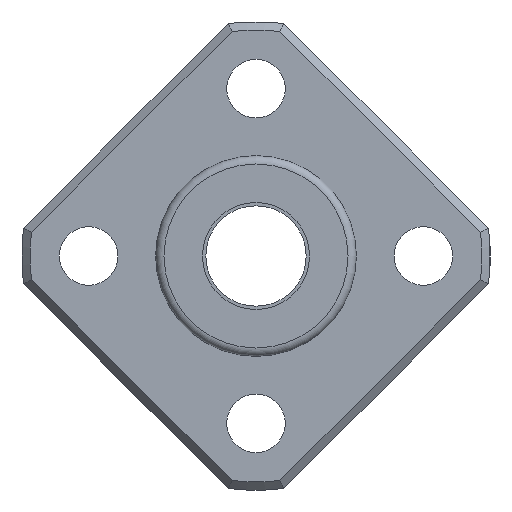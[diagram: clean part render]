
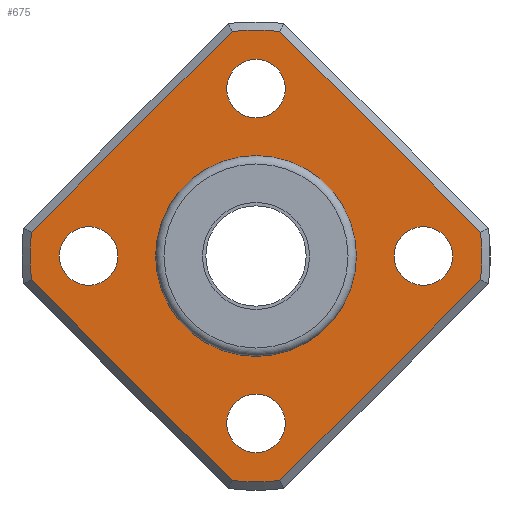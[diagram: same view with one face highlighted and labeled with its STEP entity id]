
A CAD part, left-side view. The second image highlights one B-rep face of the part: STEP entity #675.
In plain terms, the highlighted planar face has unit normal (-1, 0, 0).
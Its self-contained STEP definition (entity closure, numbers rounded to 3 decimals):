
#64=LINE('',#1125,#88);
#65=LINE('',#1130,#89);
#66=LINE('',#1134,#90);
#67=LINE('',#1138,#91);
#88=VECTOR('',#911,1000.);
#89=VECTOR('',#914,1000.);
#90=VECTOR('',#917,1000.);
#91=VECTOR('',#920,1000.);
#98=PLANE('',#759);
#167=ORIENTED_EDGE('',*,*,#327,.T.);
#168=ORIENTED_EDGE('',*,*,#328,.T.);
#169=ORIENTED_EDGE('',*,*,#329,.T.);
#170=ORIENTED_EDGE('',*,*,#330,.T.);
#171=ORIENTED_EDGE('',*,*,#331,.T.);
#172=ORIENTED_EDGE('',*,*,#332,.T.);
#173=ORIENTED_EDGE('',*,*,#333,.T.);
#174=ORIENTED_EDGE('',*,*,#334,.T.);
#175=ORIENTED_EDGE('',*,*,#335,.T.);
#176=ORIENTED_EDGE('',*,*,#336,.T.);
#177=ORIENTED_EDGE('',*,*,#337,.T.);
#178=ORIENTED_EDGE('',*,*,#338,.T.);
#179=ORIENTED_EDGE('',*,*,#287,.F.);
#287=EDGE_CURVE('',#372,#372,#433,.F.);
#327=EDGE_CURVE('',#404,#405,#64,.T.);
#328=EDGE_CURVE('',#405,#406,#453,.F.);
#329=EDGE_CURVE('',#406,#407,#65,.T.);
#330=EDGE_CURVE('',#407,#408,#454,.F.);
#331=EDGE_CURVE('',#408,#409,#66,.T.);
#332=EDGE_CURVE('',#409,#410,#455,.F.);
#333=EDGE_CURVE('',#410,#411,#67,.T.);
#334=EDGE_CURVE('',#411,#404,#456,.F.);
#335=EDGE_CURVE('',#412,#412,#457,.T.);
#336=EDGE_CURVE('',#413,#413,#458,.T.);
#337=EDGE_CURVE('',#414,#414,#459,.T.);
#338=EDGE_CURVE('',#415,#415,#460,.T.);
#372=VERTEX_POINT('',#1042);
#404=VERTEX_POINT('',#1126);
#405=VERTEX_POINT('',#1127);
#406=VERTEX_POINT('',#1129);
#407=VERTEX_POINT('',#1131);
#408=VERTEX_POINT('',#1133);
#409=VERTEX_POINT('',#1135);
#410=VERTEX_POINT('',#1137);
#411=VERTEX_POINT('',#1139);
#412=VERTEX_POINT('',#1142);
#413=VERTEX_POINT('',#1144);
#414=VERTEX_POINT('',#1146);
#415=VERTEX_POINT('',#1148);
#433=CIRCLE('',#728,6.);
#453=CIRCLE('',#760,13.5);
#454=CIRCLE('',#761,13.5);
#455=CIRCLE('',#762,13.5);
#456=CIRCLE('',#763,13.5);
#457=CIRCLE('',#764,1.75);
#458=CIRCLE('',#765,1.75);
#459=CIRCLE('',#766,1.75);
#460=CIRCLE('',#767,1.75);
#497=EDGE_LOOP('',(#167,#168,#169,#170,#171,#172,#173,#174));
#498=EDGE_LOOP('',(#175));
#499=EDGE_LOOP('',(#176));
#500=EDGE_LOOP('',(#177));
#501=EDGE_LOOP('',(#178));
#502=EDGE_LOOP('',(#179));
#581=FACE_BOUND('',#497,.T.);
#582=FACE_BOUND('',#498,.T.);
#583=FACE_BOUND('',#499,.T.);
#584=FACE_BOUND('',#500,.T.);
#585=FACE_BOUND('',#501,.T.);
#586=FACE_BOUND('',#502,.T.);
#675=ADVANCED_FACE('',(#581,#582,#583,#584,#585,#586),#98,.F.);
#728=AXIS2_PLACEMENT_3D('',#1041,#827,#828);
#759=AXIS2_PLACEMENT_3D('',#1124,#909,#910);
#760=AXIS2_PLACEMENT_3D('',#1128,#912,#913);
#761=AXIS2_PLACEMENT_3D('',#1132,#915,#916);
#762=AXIS2_PLACEMENT_3D('',#1136,#918,#919);
#763=AXIS2_PLACEMENT_3D('',#1140,#921,#922);
#764=AXIS2_PLACEMENT_3D('',#1141,#923,#924);
#765=AXIS2_PLACEMENT_3D('',#1143,#925,#926);
#766=AXIS2_PLACEMENT_3D('',#1145,#927,#928);
#767=AXIS2_PLACEMENT_3D('',#1147,#929,#930);
#827=DIRECTION('',(1.,0.,0.));
#828=DIRECTION('',(0.,0.,-1.));
#909=DIRECTION('',(1.,0.,0.));
#910=DIRECTION('',(0.,0.,-1.));
#911=DIRECTION('',(0.,0.707,0.707));
#912=DIRECTION('',(1.,0.,0.));
#913=DIRECTION('',(0.,0.,-1.));
#914=DIRECTION('',(0.,0.707,-0.707));
#915=DIRECTION('',(1.,0.,0.));
#916=DIRECTION('',(0.,0.,-1.));
#917=DIRECTION('',(0.,-0.707,-0.707));
#918=DIRECTION('',(1.,0.,0.));
#919=DIRECTION('',(0.,0.,-1.));
#920=DIRECTION('',(0.,-0.707,0.707));
#921=DIRECTION('',(1.,0.,0.));
#922=DIRECTION('',(0.,0.,-1.));
#923=DIRECTION('',(1.,0.,0.));
#924=DIRECTION('',(0.,0.,-1.));
#925=DIRECTION('',(1.,0.,0.));
#926=DIRECTION('',(0.,0.,-1.));
#927=DIRECTION('',(1.,0.,0.));
#928=DIRECTION('',(0.,0.,-1.));
#929=DIRECTION('',(1.,0.,0.));
#930=DIRECTION('',(0.,0.,-1.));
#1041=CARTESIAN_POINT('',(-5.,0.,0.));
#1042=CARTESIAN_POINT('',(-5.,0.,-6.));
#1124=CARTESIAN_POINT('',(-5.,0.,0.));
#1125=CARTESIAN_POINT('',(-5.,-1.301,13.548));
#1126=CARTESIAN_POINT('',(-5.,-13.425,1.425));
#1127=CARTESIAN_POINT('',(-5.,-1.425,13.425));
#1128=CARTESIAN_POINT('',(-5.,0.,0.));
#1129=CARTESIAN_POINT('',(-5.,1.425,13.425));
#1130=CARTESIAN_POINT('',(-5.,13.548,1.301));
#1131=CARTESIAN_POINT('',(-5.,13.425,1.425));
#1132=CARTESIAN_POINT('',(-5.,0.,0.));
#1133=CARTESIAN_POINT('',(-5.,13.425,-1.425));
#1134=CARTESIAN_POINT('',(-5.,1.301,-13.548));
#1135=CARTESIAN_POINT('',(-5.,1.425,-13.425));
#1136=CARTESIAN_POINT('',(-5.,0.,0.));
#1137=CARTESIAN_POINT('',(-5.,-1.425,-13.425));
#1138=CARTESIAN_POINT('',(-5.,-13.548,-1.301));
#1139=CARTESIAN_POINT('',(-5.,-13.425,-1.425));
#1140=CARTESIAN_POINT('',(-5.,0.,0.));
#1141=CARTESIAN_POINT('',(-5.,0.,10.));
#1142=CARTESIAN_POINT('',(-5.,0.,8.25));
#1143=CARTESIAN_POINT('',(-5.,-10.,0.));
#1144=CARTESIAN_POINT('',(-5.,-10.,-1.75));
#1145=CARTESIAN_POINT('',(-5.,0.,-10.));
#1146=CARTESIAN_POINT('',(-5.,0.,-11.75));
#1147=CARTESIAN_POINT('',(-5.,10.,0.));
#1148=CARTESIAN_POINT('',(-5.,10.,-1.75));
